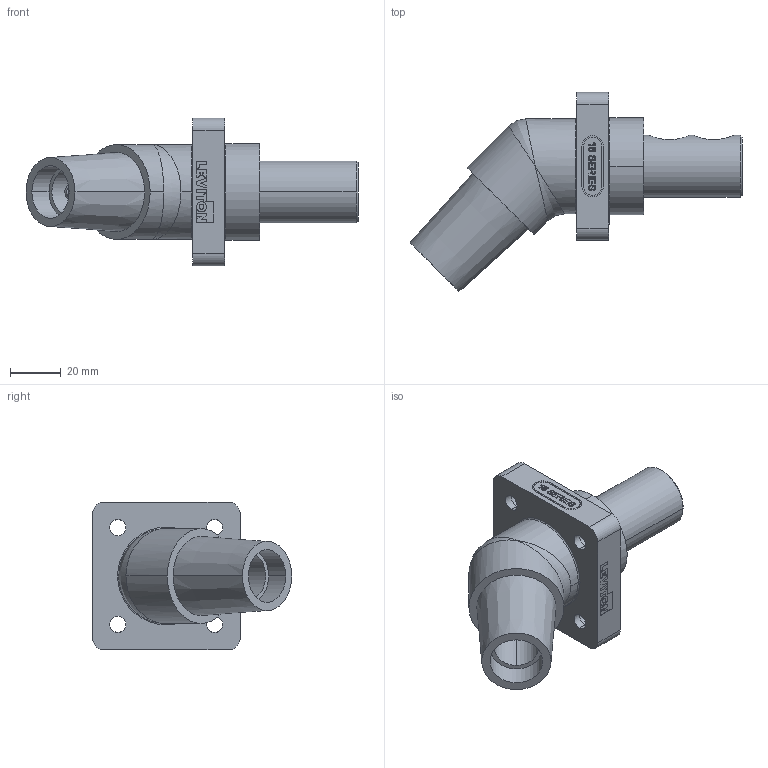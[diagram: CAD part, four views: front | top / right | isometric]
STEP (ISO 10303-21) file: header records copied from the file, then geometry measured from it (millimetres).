
FILE_DESCRIPTION (( 'STEP AP214' ), '1' );
FILE_NAME ('CATSTD-16R28-000.STEP', '2020-07-20T19:04:20', ( '' ), ( '' ), 'SwSTEP 2.0', 'SolidWorks 2017', '' );
FILE_SCHEMA (( 'AUTOMOTIVE_DESIGN' ));
Length unit declared in the file: inch
Products named in the file (1): CATSTD-16R28-000
Bounding box: 130.63 x 78.38 x 58.17 mm (x, y, z)
Volume: 128463.6 mm3; surface area: 52505.9 mm2
Topology: 6 solids, 6 shells, 2474 faces, 6347 edges, 4056 vertices
Faces by surface type: plane 1213, bspline 658, cylinder 395, torus 78, sphere 74, cone 56
Entity records: 148205 total; most frequent: CARTESIAN_POINT 60138, ORIENTED_EDGE 12630, DIRECTION 9503, EDGE_CURVE 6315, VERTEX_POINT 4054, LINE 3959, VECTOR 3959, AXIS2_PLACEMENT_3D 2772
